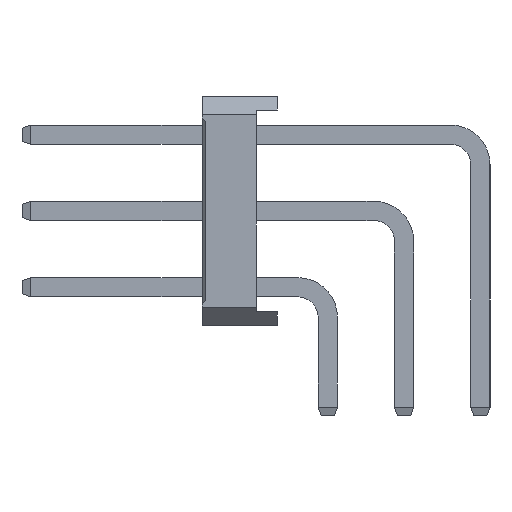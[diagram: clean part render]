
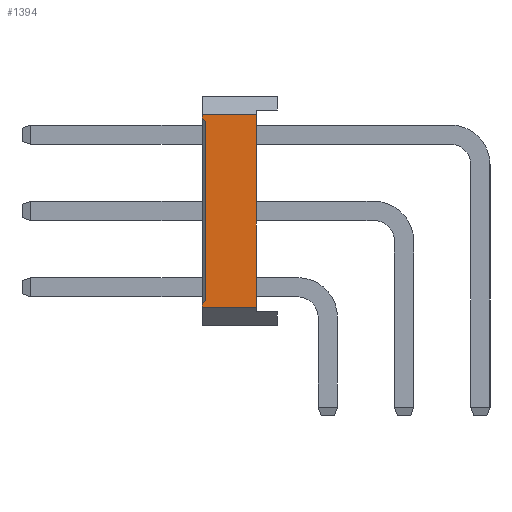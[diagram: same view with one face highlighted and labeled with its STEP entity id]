
A CAD part, left-side view. The second image highlights one B-rep face of the part: STEP entity #1394.
In plain terms, the highlighted planar face has unit normal (-1, 0, 0).
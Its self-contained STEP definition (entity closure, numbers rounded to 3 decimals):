
#1394=ADVANCED_FACE('',(#15274),#15276,.T.);
#15274=FACE_BOUND('',#15275,.T.);
#15275=EDGE_LOOP('',(#26557,#26558,#26559,#26560,#26561,#26562,#26563,#26564));
#15276=PLANE('',#15277);
#15277=AXIS2_PLACEMENT_3D('',#15278,#15279,#15280);
#15278=CARTESIAN_POINT('',(-1.27,1.68,0.6));
#15279=DIRECTION('',(-1.,0.,0.));
#15280=DIRECTION('',(0.,0.,1.));
#26557=ORIENTED_EDGE('',*,*,#33822,.F.);
#26558=ORIENTED_EDGE('',*,*,#33823,.T.);
#26559=ORIENTED_EDGE('',*,*,#33824,.F.);
#26560=ORIENTED_EDGE('',*,*,#33016,.F.);
#26561=ORIENTED_EDGE('',*,*,#33825,.F.);
#26562=ORIENTED_EDGE('',*,*,#32616,.T.);
#26563=ORIENTED_EDGE('',*,*,#33821,.T.);
#26564=ORIENTED_EDGE('',*,*,#33020,.F.);
#32616=EDGE_CURVE('',#36400,#36398,#36401,.T.);
#33016=EDGE_CURVE('',#37198,#37200,#37201,.T.);
#33020=EDGE_CURVE('',#37206,#37208,#37209,.T.);
#33821=EDGE_CURVE('',#36398,#37208,#38661,.T.);
#33822=EDGE_CURVE('',#38662,#37206,#38663,.F.);
#33823=EDGE_CURVE('',#38662,#38664,#38665,.T.);
#33824=EDGE_CURVE('',#37200,#38664,#38666,.F.);
#33825=EDGE_CURVE('',#36400,#37198,#38667,.T.);
#36398=VERTEX_POINT('',#42550);
#36400=VERTEX_POINT('',#42554);
#36401=LINE('',#42555,#42556);
#37198=VERTEX_POINT('',#44150);
#37200=VERTEX_POINT('',#44154);
#37201=LINE('',#44155,#44156);
#37206=VERTEX_POINT('',#44166);
#37208=VERTEX_POINT('',#44170);
#37209=LINE('',#44171,#44172);
#38661=LINE('',#47297,#47298);
#38662=VERTEX_POINT('',#47300);
#38663=LINE('',#47301,#47302);
#38664=VERTEX_POINT('',#47304);
#38665=LINE('',#47305,#47306);
#38666=LINE('',#47308,#47309);
#38667=LINE('',#47311,#47312);
#42550=CARTESIAN_POINT('',(-1.27,2.38,7.02));
#42554=CARTESIAN_POINT('',(-1.27,2.38,0.6));
#42555=CARTESIAN_POINT('',(-1.27,2.38,0.6));
#42556=VECTOR('',#42557,1.);
#42557=DIRECTION('',(0.,0.,1.));
#44150=CARTESIAN_POINT('',(-1.27,4.18,0.6));
#44154=CARTESIAN_POINT('',(-1.27,4.18,0.72));
#44155=CARTESIAN_POINT('',(-1.27,4.18,0.6));
#44156=VECTOR('',#44157,1.);
#44157=DIRECTION('',(0.,0.,1.));
#44166=CARTESIAN_POINT('',(-1.27,4.18,6.9));
#44170=CARTESIAN_POINT('',(-1.27,4.18,7.02));
#44171=CARTESIAN_POINT('',(-1.27,4.18,6.9));
#44172=VECTOR('',#44173,1.);
#44173=DIRECTION('',(0.,0.,1.));
#47297=CARTESIAN_POINT('',(-1.27,2.38,7.02));
#47298=VECTOR('',#47299,1.);
#47299=DIRECTION('',(0.,1.,0.));
#47300=CARTESIAN_POINT('',(-1.27,4.08,6.8));
#47301=CARTESIAN_POINT('',(-1.27,4.18,6.9));
#47302=VECTOR('',#47303,1.);
#47303=DIRECTION('',(0.,-0.707,-0.707));
#47304=CARTESIAN_POINT('',(-1.27,4.08,0.82));
#47305=CARTESIAN_POINT('',(-1.27,4.08,6.8));
#47306=VECTOR('',#47307,1.);
#47307=DIRECTION('',(0.,0.,-1.));
#47308=CARTESIAN_POINT('',(-1.27,4.08,0.82));
#47309=VECTOR('',#47310,1.);
#47310=DIRECTION('',(0.,0.707,-0.707));
#47311=CARTESIAN_POINT('',(-1.27,2.38,0.6));
#47312=VECTOR('',#47313,1.);
#47313=DIRECTION('',(0.,1.,0.));
